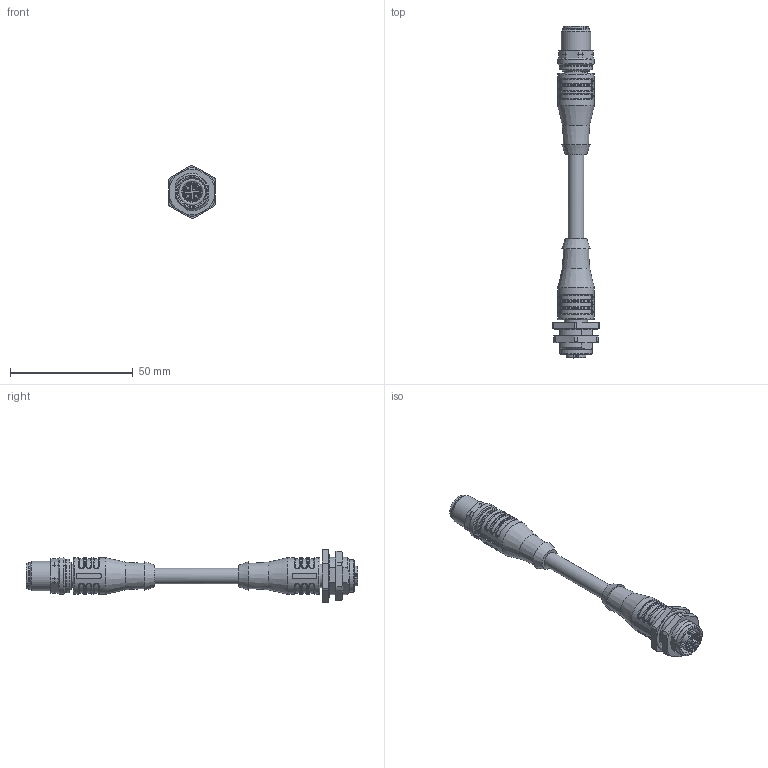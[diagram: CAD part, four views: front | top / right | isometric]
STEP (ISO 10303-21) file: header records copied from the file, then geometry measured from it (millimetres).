
FILE_DESCRIPTION(/* description */ (''),/* implementation_level */ '2;1');
FILE_NAME(/* name */ 'IE-FKFDSX8-L-IE-WASSX8_S3500_stp.stp',/* time_stamp */ '2017-03-17T09:41:27+01:00',/* author */ (''),/* organization */ (''),/* preprocessor_version */ 'ST-DEVELOPER v16',/* originating_system */ 'SIEMENS PLM Software NX 10.0',/* authorisation */ '');
FILE_SCHEMA (('AUTOMOTIVE_DESIGN { 1 0 10303 214 3 1 1 1 }'));
Length unit declared in the file: millimetre
Products named in the file (1): IE-FKFDSX8-L-IE-WASSX8_S3500_stp
Bounding box: 19.03 x 135 x 21.5 mm (x, y, z)
Volume: 14235.2 mm3; surface area: 7784.6 mm2
Topology: 1 solids, 1 shells, 634 faces, 1623 edges, 1030 vertices
Faces by surface type: plane 229, cylinder 210, bspline 69, torus 66, cone 52, sphere 8
Full cylindrical faces by diameter (mm): 0.6 x8, 0.725 x8, 1.3 x8, 6.4 x1, 9.4 x1, 10.65 x1, 10.92 x1, 12 x1, 12.6 x1, 13.1 x1, 13.4 x1, 13.5 x1, 15 x3, 15.6 x1
Entity records: 21323 total; most frequent: CARTESIAN_POINT 6788, DIRECTION 3009, ORIENTED_EDGE 3006, EDGE_CURVE 1503, AXIS2_PLACEMENT_3D 1204, VERTEX_POINT 981, EDGE_LOOP 752, ADVANCED_FACE 634
